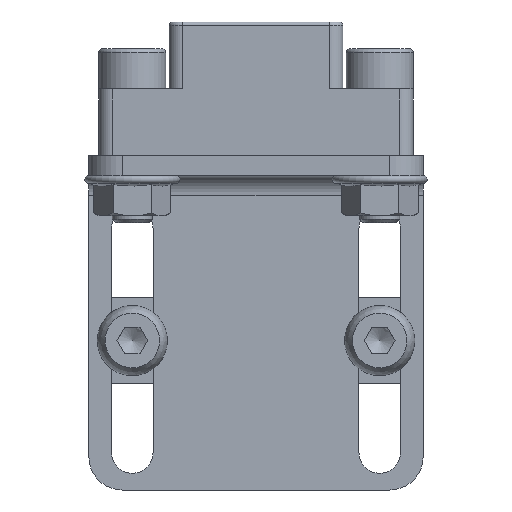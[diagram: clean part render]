
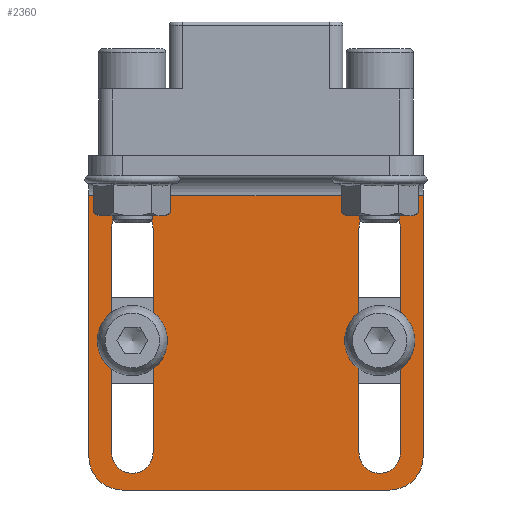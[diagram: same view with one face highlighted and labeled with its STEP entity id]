
A CAD part, front view. The second image highlights one B-rep face of the part: STEP entity #2360.
In plain terms, the highlighted face is planar.
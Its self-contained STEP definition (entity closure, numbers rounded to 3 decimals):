
#2360=ADVANCED_FACE('',(#2695,#2696,#2697),#2698,.T.);
#2695=FACE_OUTER_BOUND('',#3181,.T.);
#2696=FACE_BOUND('',#3182,.T.);
#2697=FACE_BOUND('',#3183,.T.);
#2698=PLANE('',#3184);
#3181=EDGE_LOOP('',(#3991,#3992,#3993,#3994,#3995,#3996));
#3182=EDGE_LOOP('',(#3997,#3998,#3999,#4000));
#3183=EDGE_LOOP('',(#4001,#4002,#4003,#4004));
#3184=AXIS2_PLACEMENT_3D('',#4005,#4006,#4007);
#3991=ORIENTED_EDGE('',*,*,#5244,.F.);
#3992=ORIENTED_EDGE('',*,*,#5245,.T.);
#3993=ORIENTED_EDGE('',*,*,#5246,.T.);
#3994=ORIENTED_EDGE('',*,*,#5247,.T.);
#3995=ORIENTED_EDGE('',*,*,#5248,.F.);
#3996=ORIENTED_EDGE('',*,*,#5249,.T.);
#3997=ORIENTED_EDGE('',*,*,#5250,.F.);
#3998=ORIENTED_EDGE('',*,*,#5251,.F.);
#3999=ORIENTED_EDGE('',*,*,#5252,.F.);
#4000=ORIENTED_EDGE('',*,*,#5253,.F.);
#4001=ORIENTED_EDGE('',*,*,#5254,.F.);
#4002=ORIENTED_EDGE('',*,*,#5255,.F.);
#4003=ORIENTED_EDGE('',*,*,#5234,.F.);
#4004=ORIENTED_EDGE('',*,*,#5242,.F.);
#4005=CARTESIAN_POINT('',(-25.0,3.0,-28.0));
#4006=DIRECTION('',(0.0,1.0,0.));
#4007=DIRECTION('',(0.0,0.,1.0));
#5234=EDGE_CURVE('',#5799,#5802,#5803,.T.);
#5242=EDGE_CURVE('',#5815,#5799,#5818,.T.);
#5244=EDGE_CURVE('',#5820,#5821,#5822,.T.);
#5245=EDGE_CURVE('',#5820,#5823,#5824,.T.);
#5246=EDGE_CURVE('',#5823,#5825,#5826,.T.);
#5247=EDGE_CURVE('',#5825,#5827,#5828,.T.);
#5248=EDGE_CURVE('',#5829,#5827,#5830,.T.);
#5249=EDGE_CURVE('',#5829,#5821,#5831,.T.);
#5250=EDGE_CURVE('',#5832,#5833,#5834,.T.);
#5251=EDGE_CURVE('',#5835,#5832,#5836,.T.);
#5252=EDGE_CURVE('',#5837,#5835,#5838,.T.);
#5253=EDGE_CURVE('',#5833,#5837,#5839,.T.);
#5254=EDGE_CURVE('',#5840,#5815,#5841,.T.);
#5255=EDGE_CURVE('',#5802,#5840,#5842,.T.);
#5799=VERTEX_POINT('',#6948);
#5802=VERTEX_POINT('',#6952);
#5803=CIRCLE('',#6953,3.1);
#5815=VERTEX_POINT('',#6970);
#5818=LINE('',#6974,#6975);
#5820=VERTEX_POINT('',#6978);
#5821=VERTEX_POINT('',#6979);
#5822=LINE('',#6980,#6981);
#5823=VERTEX_POINT('',#6982);
#5824=CIRCLE('',#6983,5.0);
#5825=VERTEX_POINT('',#6984);
#5826=LINE('',#6985,#6986);
#5827=VERTEX_POINT('',#6987);
#5828=LINE('',#6988,#6989);
#5829=VERTEX_POINT('',#6990);
#5830=LINE('',#6991,#6992);
#5831=CIRCLE('',#6993,5.0);
#5832=VERTEX_POINT('',#6994);
#5833=VERTEX_POINT('',#6995);
#5834=LINE('',#6996,#6997);
#5835=VERTEX_POINT('',#6998);
#5836=CIRCLE('',#6999,3.1);
#5837=VERTEX_POINT('',#7000);
#5838=LINE('',#7001,#7002);
#5839=CIRCLE('',#7003,3.1);
#5840=VERTEX_POINT('',#7004);
#5841=CIRCLE('',#7005,3.1);
#5842=LINE('',#7006,#7007);
#6948=CARTESIAN_POINT('',(21.6,3.0,-44.4));
#6952=CARTESIAN_POINT('',(15.4,3.0,-44.4));
#6953=AXIS2_PLACEMENT_3D('',#7952,#7953,#7954);
#6970=CARTESIAN_POINT('',(21.6,3.0,-10.9));
#6974=CARTESIAN_POINT('',(21.6,3.0,-27.65));
#6975=VECTOR('',#7964,1.0);
#6978=CARTESIAN_POINT('',(-20.0,3.0,-50.0));
#6979=CARTESIAN_POINT('',(20.0,3.0,-50.0));
#6980=CARTESIAN_POINT('',(-25.0,3.0,-50.0));
#6981=VECTOR('',#7966,1.0);
#6982=CARTESIAN_POINT('',(-25.0,3.0,-45.0));
#6983=AXIS2_PLACEMENT_3D('',#7967,#7968,#7969);
#6984=CARTESIAN_POINT('',(-25.0,3.0,-6.0));
#6985=CARTESIAN_POINT('',(-25.0,3.0,-28.0));
#6986=VECTOR('',#7970,1.0);
#6987=CARTESIAN_POINT('',(25.0,3.0,-6.0));
#6988=CARTESIAN_POINT('',(-25.0,3.0,-6.0));
#6989=VECTOR('',#7971,1.0);
#6990=CARTESIAN_POINT('',(25.0,3.0,-45.0));
#6991=CARTESIAN_POINT('',(25.0,3.0,-28.0));
#6992=VECTOR('',#7972,1.0);
#6993=AXIS2_PLACEMENT_3D('',#7973,#7974,#7975);
#6994=CARTESIAN_POINT('',(-15.4,3.0,-10.9));
#6995=CARTESIAN_POINT('',(-15.4,3.0,-44.4));
#6996=CARTESIAN_POINT('',(-15.4,3.0,-27.65));
#6997=VECTOR('',#7976,1.0);
#6998=CARTESIAN_POINT('',(-21.6,3.0,-10.9));
#6999=AXIS2_PLACEMENT_3D('',#7977,#7978,#7979);
#7000=CARTESIAN_POINT('',(-21.6,3.0,-44.4));
#7001=CARTESIAN_POINT('',(-21.6,3.0,-27.65));
#7002=VECTOR('',#7980,1.0);
#7003=AXIS2_PLACEMENT_3D('',#7981,#7982,#7983);
#7004=CARTESIAN_POINT('',(15.4,3.0,-10.9));
#7005=AXIS2_PLACEMENT_3D('',#7984,#7985,#7986);
#7006=CARTESIAN_POINT('',(15.4,3.0,-27.65));
#7007=VECTOR('',#7987,1.0);
#7952=CARTESIAN_POINT('',(18.5,3.0,-44.4));
#7953=DIRECTION('',(0.0,1.0,0.));
#7954=DIRECTION('',(-1.0,0.0,0.0));
#7964=DIRECTION('',(0.,0.,-1.0));
#7966=DIRECTION('',(1.0,0.0,0.0));
#7967=CARTESIAN_POINT('',(-20.0,3.0,-45.0));
#7968=DIRECTION('',(0.0,1.0,0.));
#7969=DIRECTION('',(0.0,0.,1.0));
#7970=DIRECTION('',(0.0,0.,1.0));
#7971=DIRECTION('',(1.0,0.0,0.0));
#7972=DIRECTION('',(0.0,0.,1.0));
#7973=CARTESIAN_POINT('',(20.0,3.0,-45.0));
#7974=DIRECTION('',(0.0,1.0,0.));
#7975=DIRECTION('',(0.0,0.,1.0));
#7976=DIRECTION('',(0.,0.,-1.0));
#7977=CARTESIAN_POINT('',(-18.5,3.0,-10.9));
#7978=DIRECTION('',(0.0,1.0,0.));
#7979=DIRECTION('',(-1.0,0.0,0.0));
#7980=DIRECTION('',(0.,0.,1.0));
#7981=CARTESIAN_POINT('',(-18.5,3.0,-44.4));
#7982=DIRECTION('',(0.0,1.0,0.));
#7983=DIRECTION('',(-1.0,0.0,0.0));
#7984=CARTESIAN_POINT('',(18.5,3.0,-10.9));
#7985=DIRECTION('',(0.0,1.0,0.));
#7986=DIRECTION('',(-1.0,0.0,0.0));
#7987=DIRECTION('',(0.,0.,1.0));
